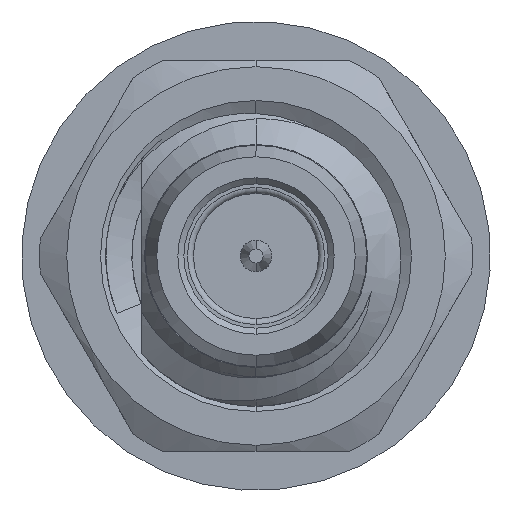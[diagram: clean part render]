
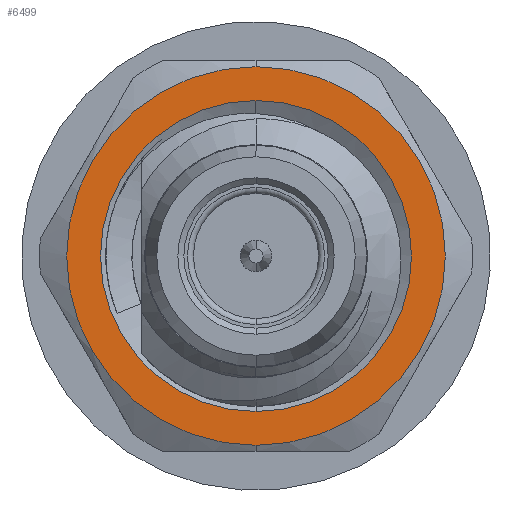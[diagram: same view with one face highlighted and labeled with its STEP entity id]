
A CAD part, left-side view. The second image highlights one B-rep face of the part: STEP entity #6499.
In plain terms, the highlighted planar face has unit normal (-1, 0, 0).
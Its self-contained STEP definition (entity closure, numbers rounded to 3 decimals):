
#149 = DIRECTION ( 'NONE',  ( 0., 0., 1. ) ) ;
#1619 = CARTESIAN_POINT ( 'NONE',  ( 6.599, 0., 0. ) ) ;
#2001 = DIRECTION ( 'NONE',  ( 0., 0., -1. ) ) ;
#2119 = DIRECTION ( 'NONE',  ( 1., 0., 0. ) ) ;
#2213 = CARTESIAN_POINT ( 'NONE',  ( 6.599, 0., 0. ) ) ;
#2548 = CARTESIAN_POINT ( 'NONE',  ( 6.599, 0., 3.15 ) ) ;
#2695 = CIRCLE ( 'NONE', #4158, 3.15 ) ;
#2720 = DIRECTION ( 'NONE',  ( 0., 0., 1. ) ) ;
#3092 = VERTEX_POINT ( 'NONE', #2548 ) ;
#3526 = CARTESIAN_POINT ( 'NONE',  ( 6.599, 0., -2.587 ) ) ;
#3612 = AXIS2_PLACEMENT_3D ( 'NONE', #2213, #2119, #2001 ) ;
#3794 = CARTESIAN_POINT ( 'NONE',  ( 6.599, 0., -3.15 ) ) ;
#4158 = AXIS2_PLACEMENT_3D ( 'NONE', #4988, #4973, #4946 ) ;
#4164 = EDGE_CURVE ( 'NONE', #3092, #12162, #2695, .T. ) ;
#4552 = AXIS2_PLACEMENT_3D ( 'NONE', #13105, #6605, #149 ) ;
#4592 = EDGE_CURVE ( 'NONE', #12162, #3092, #7738, .T. ) ;
#4899 = DIRECTION ( 'NONE',  ( 1., 0., 0. ) ) ;
#4946 = DIRECTION ( 'NONE',  ( 0., 0., -1. ) ) ;
#4973 = DIRECTION ( 'NONE',  ( 1., 0., 0. ) ) ;
#4988 = CARTESIAN_POINT ( 'NONE',  ( 6.599, 0., 0. ) ) ;
#5309 = VERTEX_POINT ( 'NONE', #3526 ) ;
#5353 = AXIS2_PLACEMENT_3D ( 'NONE', #11398, #4899, #12472 ) ;
#5647 = CIRCLE ( 'NONE', #5952, 2.587 ) ;
#5952 = AXIS2_PLACEMENT_3D ( 'NONE', #1619, #9145, #2720 ) ;
#6393 = ORIENTED_EDGE ( 'NONE', *, *, #8917, .T. ) ;
#6499 = ADVANCED_FACE ( 'NONE', ( #7650, #13427 ), #8712, .T. ) ;
#6605 = DIRECTION ( 'NONE',  ( -1., 0., 0. ) ) ;
#7650 = FACE_BOUND ( 'NONE', #8629, .T. ) ;
#7738 = CIRCLE ( 'NONE', #3612, 3.15 ) ;
#8175 = ORIENTED_EDGE ( 'NONE', *, *, #4164, .F. ) ;
#8629 = EDGE_LOOP ( 'NONE', ( #6393, #12395 ) ) ;
#8712 = PLANE ( 'NONE',  #4552 ) ;
#8917 = EDGE_CURVE ( 'NONE', #9229, #5309, #5647, .T. ) ;
#9145 = DIRECTION ( 'NONE',  ( 1., 0., 0. ) ) ;
#9229 = VERTEX_POINT ( 'NONE', #10654 ) ;
#9990 = EDGE_CURVE ( 'NONE', #5309, #9229, #11902, .T. ) ;
#10654 = CARTESIAN_POINT ( 'NONE',  ( 6.599, 0., 2.587 ) ) ;
#11336 = ORIENTED_EDGE ( 'NONE', *, *, #4592, .F. ) ;
#11398 = CARTESIAN_POINT ( 'NONE',  ( 6.599, 0., 0. ) ) ;
#11902 = CIRCLE ( 'NONE', #5353, 2.587 ) ;
#12162 = VERTEX_POINT ( 'NONE', #3794 ) ;
#12395 = ORIENTED_EDGE ( 'NONE', *, *, #9990, .T. ) ;
#12472 = DIRECTION ( 'NONE',  ( 0., 0., 1. ) ) ;
#12632 = EDGE_LOOP ( 'NONE', ( #11336, #8175 ) ) ;
#13105 = CARTESIAN_POINT ( 'NONE',  ( 6.599, 0., 0. ) ) ;
#13427 = FACE_OUTER_BOUND ( 'NONE', #12632, .T. ) ;
